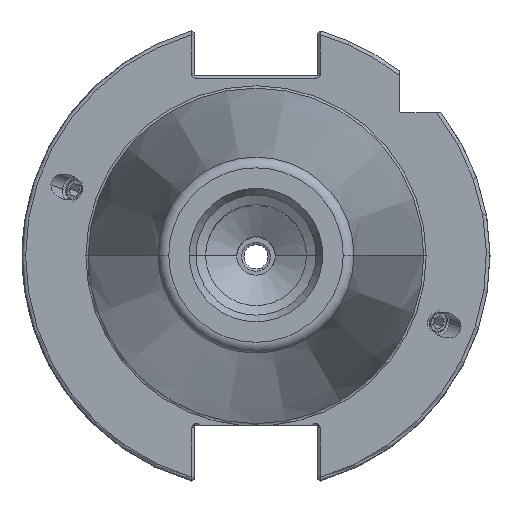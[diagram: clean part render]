
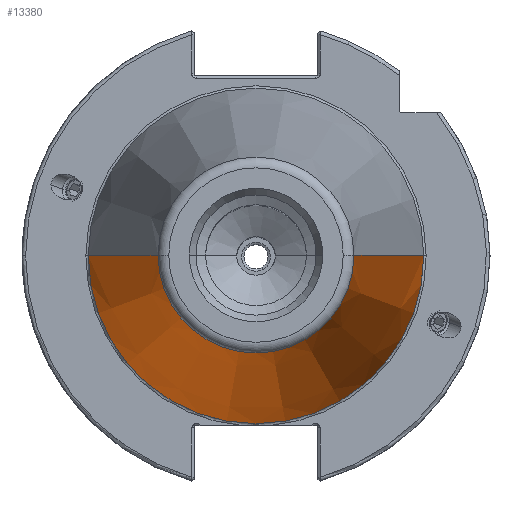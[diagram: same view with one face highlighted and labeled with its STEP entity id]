
A CAD part, top view. The second image highlights one B-rep face of the part: STEP entity #13380.
In plain terms, the highlighted conical face has half-angle 8.297 degrees and reference radius 20.108 mm.
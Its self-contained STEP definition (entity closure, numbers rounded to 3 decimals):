
#50 = CARTESIAN_POINT ( 'NONE',  ( -20.108, 0., 101.6 ) ) ;
#356 = VERTEX_POINT ( 'NONE', #5925 ) ;
#424 = AXIS2_PLACEMENT_3D ( 'NONE', #12427, #5989, #13520 ) ;
#482 = CIRCLE ( 'NONE', #12734, 20.389 ) ;
#730 = VECTOR ( 'NONE', #11412, 1000. ) ;
#797 = FACE_OUTER_BOUND ( 'NONE', #873, .T. ) ;
#873 = EDGE_LOOP ( 'NONE', ( #5802, #8751, #3776, #9444 ) ) ;
#1292 = DIRECTION ( 'NONE',  ( 0., 0., -1. ) ) ;
#2152 = DIRECTION ( 'NONE',  ( -0.144, 0., -0.99 ) ) ;
#2370 = CARTESIAN_POINT ( 'NONE',  ( 0., 0., 101.6 ) ) ;
#2604 = CARTESIAN_POINT ( 'NONE',  ( -20.389, 0., 99.675 ) ) ;
#3241 = VECTOR ( 'NONE', #2152, 1000. ) ;
#3380 = EDGE_CURVE ( 'NONE', #8989, #356, #13598, .T. ) ;
#3422 = EDGE_CURVE ( 'NONE', #12273, #8989, #9290, .T. ) ;
#3776 = ORIENTED_EDGE ( 'NONE', *, *, #10152, .T. ) ;
#5626 = CARTESIAN_POINT ( 'NONE',  ( 20.389, 0., 99.675 ) ) ;
#5802 = ORIENTED_EDGE ( 'NONE', *, *, #3422, .F. ) ;
#5925 = CARTESIAN_POINT ( 'NONE',  ( -34.925, 0., 0. ) ) ;
#5989 = DIRECTION ( 'NONE',  ( 0., 0., -1. ) ) ;
#7089 = CARTESIAN_POINT ( 'NONE',  ( 20.108, 0., 101.6 ) ) ;
#7706 = CONICAL_SURFACE ( 'NONE', #13994, 20.108, 0.145 ) ;
#7728 = CARTESIAN_POINT ( 'NONE',  ( 0., 0., 99.675 ) ) ;
#7787 = DIRECTION ( 'NONE',  ( -1., 0., 0. ) ) ;
#7941 = EDGE_CURVE ( 'NONE', #12273, #12505, #482, .T. ) ;
#8751 = ORIENTED_EDGE ( 'NONE', *, *, #7941, .T. ) ;
#8774 = DIRECTION ( 'NONE',  ( 1., 0., 0. ) ) ;
#8989 = VERTEX_POINT ( 'NONE', #10915 ) ;
#9290 = LINE ( 'NONE', #7089, #730 ) ;
#9444 = ORIENTED_EDGE ( 'NONE', *, *, #3380, .F. ) ;
#9888 = DIRECTION ( 'NONE',  ( 0., 0., -1. ) ) ;
#10152 = EDGE_CURVE ( 'NONE', #12505, #356, #11494, .T. ) ;
#10915 = CARTESIAN_POINT ( 'NONE',  ( 34.925, 0., 0. ) ) ;
#11412 = DIRECTION ( 'NONE',  ( 0.144, 0., -0.99 ) ) ;
#11494 = LINE ( 'NONE', #50, #3241 ) ;
#12273 = VERTEX_POINT ( 'NONE', #5626 ) ;
#12427 = CARTESIAN_POINT ( 'NONE',  ( 0., 0., 0. ) ) ;
#12505 = VERTEX_POINT ( 'NONE', #2604 ) ;
#12734 = AXIS2_PLACEMENT_3D ( 'NONE', #7728, #1292, #8774 ) ;
#13380 = ADVANCED_FACE ( 'NONE', ( #797 ), #7706, .T. ) ;
#13520 = DIRECTION ( 'NONE',  ( -1., 0., 0. ) ) ;
#13598 = CIRCLE ( 'NONE', #424, 34.925 ) ;
#13994 = AXIS2_PLACEMENT_3D ( 'NONE', #2370, #9888, #7787 ) ;
